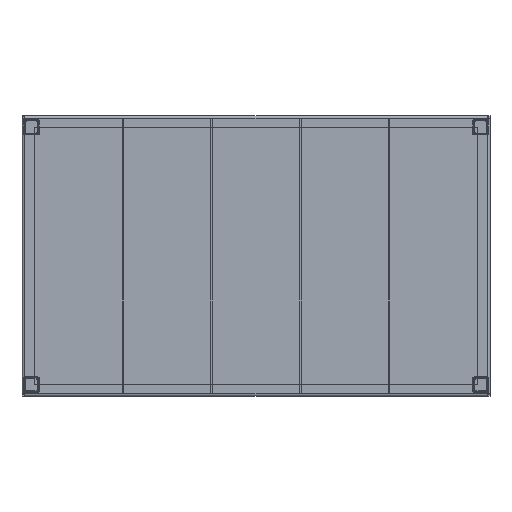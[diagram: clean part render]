
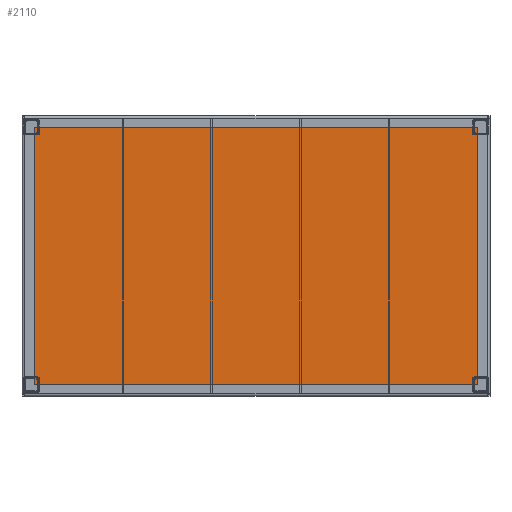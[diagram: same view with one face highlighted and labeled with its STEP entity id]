
A CAD part, top view. The second image highlights one B-rep face of the part: STEP entity #2110.
In plain terms, the highlighted planar face has unit normal (0, 0, 1).
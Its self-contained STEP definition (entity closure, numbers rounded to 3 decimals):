
#278=FACE_OUTER_BOUND('',#406,.T.);
#406=EDGE_LOOP('',(#1739,#1740,#1741,#1742));
#600=LINE('',#3486,#824);
#602=LINE('',#3490,#826);
#604=LINE('',#3494,#828);
#606=LINE('',#3497,#830);
#824=VECTOR('',#2858,10.);
#826=VECTOR('',#2862,10.);
#828=VECTOR('',#2866,10.);
#830=VECTOR('',#2870,10.);
#1003=VERTEX_POINT('',#3483);
#1004=VERTEX_POINT('',#3485);
#1005=VERTEX_POINT('',#3489);
#1006=VERTEX_POINT('',#3493);
#1256=EDGE_CURVE('',#1004,#1003,#600,.T.);
#1258=EDGE_CURVE('',#1005,#1004,#602,.T.);
#1260=EDGE_CURVE('',#1006,#1005,#604,.T.);
#1262=EDGE_CURVE('',#1003,#1006,#606,.T.);
#1739=ORIENTED_EDGE('',*,*,#1262,.T.);
#1740=ORIENTED_EDGE('',*,*,#1260,.T.);
#1741=ORIENTED_EDGE('',*,*,#1258,.T.);
#1742=ORIENTED_EDGE('',*,*,#1256,.T.);
#2004=PLANE('',#2384);
#2110=ADVANCED_FACE('',(#278),#2004,.T.);
#2384=AXIS2_PLACEMENT_3D('',#3498,#2871,#2872);
#2858=DIRECTION('',(1.,0.,0.));
#2862=DIRECTION('',(0.,-1.,0.));
#2866=DIRECTION('',(-1.,0.,0.));
#2870=DIRECTION('',(0.,1.,0.));
#2871=DIRECTION('center_axis',(0.,0.,1.));
#2872=DIRECTION('ref_axis',(1.,0.,0.));
#3483=CARTESIAN_POINT('',(474.,-274.,1.5));
#3485=CARTESIAN_POINT('',(-474.,-274.,1.5));
#3486=CARTESIAN_POINT('',(-474.,-274.,1.5));
#3489=CARTESIAN_POINT('',(-474.,274.,1.5));
#3490=CARTESIAN_POINT('',(-474.,274.,1.5));
#3493=CARTESIAN_POINT('',(474.,274.,1.5));
#3494=CARTESIAN_POINT('',(474.,274.,1.5));
#3497=CARTESIAN_POINT('',(474.,-274.,1.5));
#3498=CARTESIAN_POINT('Origin',(0.,0.,1.5));
